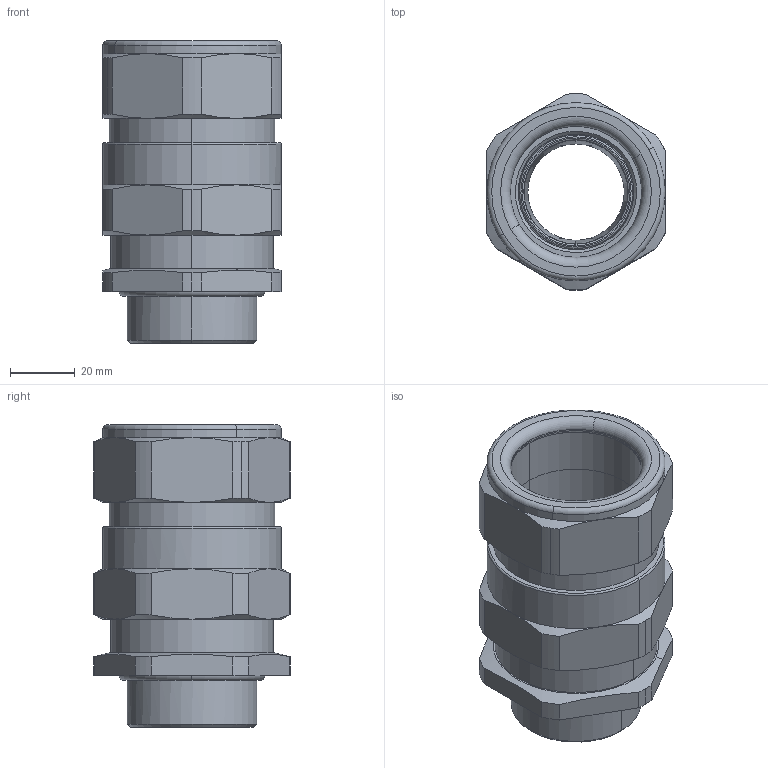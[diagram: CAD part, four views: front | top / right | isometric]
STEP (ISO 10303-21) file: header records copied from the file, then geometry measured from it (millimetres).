
FILE_DESCRIPTION(('CATIA V5 STEP Exchange','CAx-IF Rec.Pracs.--- Model Styling and Organization---1.4--- 2014-01-23'),'2;1');
FILE_NAME ('213218-1_0_1185020000_1185020000.stp','2022-04-01T01:53:28+00:00',('none'),('Weidmueller'),'CATIA Version 5-6 Release 2016 SP3 HF44','CATIA V5 STEP AP214','none');
FILE_SCHEMA(('AUTOMOTIVE_DESIGN { 1 0 10303 214 1 1 1 1 }'));
Length unit declared in the file: millimetre
Products named in the file (1): E1XZ/40/M40-WM
Bounding box: 55 x 60.5 x 93.4 mm (x, y, z)
Volume: 103170.8 mm3; surface area: 57183.4 mm2
Topology: 4 solids, 4 shells, 233 faces, 538 edges, 328 vertices
Faces by surface type: cylinder 78, cone 72, torus 42, plane 41
Entity records: 6200 total; most frequent: CARTESIAN_POINT 1400, ORIENTED_EDGE 1076, DIRECTION 765, EDGE_CURVE 538, AXIS2_PLACEMENT_3D 470, VERTEX_POINT 328, CIRCLE 323, EDGE_LOOP 256
